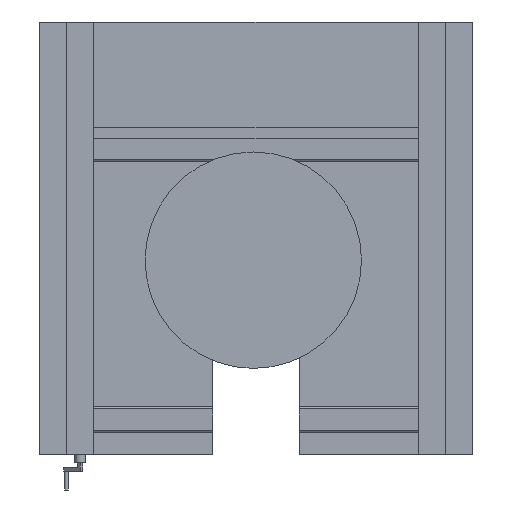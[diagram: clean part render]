
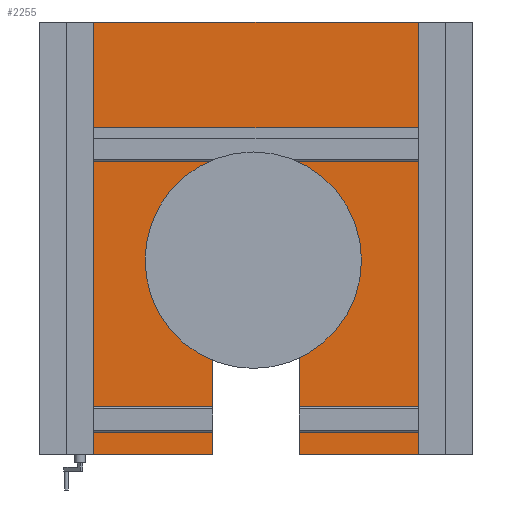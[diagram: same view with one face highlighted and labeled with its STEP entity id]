
A CAD part, front view. The second image highlights one B-rep face of the part: STEP entity #2255.
In plain terms, the highlighted planar face has unit normal (0, -1, 0).
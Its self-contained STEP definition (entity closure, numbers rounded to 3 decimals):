
#75=LINE('',#3272,#372);
#76=LINE('',#3274,#373);
#77=LINE('',#3276,#374);
#78=LINE('',#3278,#375);
#79=LINE('',#3280,#376);
#80=LINE('',#3282,#377);
#81=LINE('',#3284,#378);
#82=LINE('',#3285,#379);
#372=VECTOR('',#2666,10.);
#373=VECTOR('',#2667,10.);
#374=VECTOR('',#2668,10.);
#375=VECTOR('',#2669,10.);
#376=VECTOR('',#2670,10.);
#377=VECTOR('',#2671,10.);
#378=VECTOR('',#2672,10.);
#379=VECTOR('',#2673,10.);
#667=PLANE('',#2411);
#818=FACE_OUTER_BOUND('',#960,.T.);
#960=EDGE_LOOP('',(#1723,#1724,#1725,#1726,#1727,#1728,#1729,#1730));
#1131=VERTEX_POINT('',#3270);
#1132=VERTEX_POINT('',#3271);
#1133=VERTEX_POINT('',#3273);
#1134=VERTEX_POINT('',#3275);
#1135=VERTEX_POINT('',#3277);
#1136=VERTEX_POINT('',#3279);
#1137=VERTEX_POINT('',#3281);
#1138=VERTEX_POINT('',#3283);
#1358=EDGE_CURVE('',#1131,#1132,#75,.T.);
#1359=EDGE_CURVE('',#1132,#1133,#76,.T.);
#1360=EDGE_CURVE('',#1133,#1134,#77,.T.);
#1361=EDGE_CURVE('',#1134,#1135,#78,.T.);
#1362=EDGE_CURVE('',#1135,#1136,#79,.T.);
#1363=EDGE_CURVE('',#1136,#1137,#80,.T.);
#1364=EDGE_CURVE('',#1137,#1138,#81,.T.);
#1365=EDGE_CURVE('',#1138,#1131,#82,.T.);
#1723=ORIENTED_EDGE('',*,*,#1358,.T.);
#1724=ORIENTED_EDGE('',*,*,#1359,.T.);
#1725=ORIENTED_EDGE('',*,*,#1360,.T.);
#1726=ORIENTED_EDGE('',*,*,#1361,.T.);
#1727=ORIENTED_EDGE('',*,*,#1362,.T.);
#1728=ORIENTED_EDGE('',*,*,#1363,.T.);
#1729=ORIENTED_EDGE('',*,*,#1364,.T.);
#1730=ORIENTED_EDGE('',*,*,#1365,.T.);
#2255=ADVANCED_FACE('',(#818),#667,.F.);
#2411=AXIS2_PLACEMENT_3D('',#3269,#2664,#2665);
#2664=DIRECTION('center_axis',(0.,1.,0.));
#2665=DIRECTION('ref_axis',(1.,0.,0.));
#2666=DIRECTION('',(0.,0.,-1.));
#2667=DIRECTION('',(1.,0.,0.));
#2668=DIRECTION('',(0.,0.,1.));
#2669=DIRECTION('',(1.,0.,0.));
#2670=DIRECTION('',(0.,0.,-1.));
#2671=DIRECTION('',(1.,0.,0.));
#2672=DIRECTION('',(0.,0.,1.));
#2673=DIRECTION('',(-1.,0.,0.));
#3269=CARTESIAN_POINT('Origin',(480.,0.,-260.));
#3270=CARTESIAN_POINT('',(380.,0.,140.));
#3271=CARTESIAN_POINT('',(380.,0.,-660.));
#3272=CARTESIAN_POINT('',(380.,0.,-97.5));
#3273=CARTESIAN_POINT('',(600.,0.,-660.));
#3274=CARTESIAN_POINT('',(-120.,0.,-660.));
#3275=CARTESIAN_POINT('',(600.,0.,-230.));
#3276=CARTESIAN_POINT('',(600.,0.,-245.));
#3277=CARTESIAN_POINT('',(760.,0.,-230.));
#3278=CARTESIAN_POINT('',(620.,0.,-230.));
#3279=CARTESIAN_POINT('',(760.,0.,-660.));
#3280=CARTESIAN_POINT('',(760.,0.,-460.));
#3281=CARTESIAN_POINT('',(980.,0.,-660.));
#3282=CARTESIAN_POINT('',(-120.,0.,-660.));
#3283=CARTESIAN_POINT('',(980.,0.,140.));
#3284=CARTESIAN_POINT('',(980.,0.,65.));
#3285=CARTESIAN_POINT('',(1080.,0.,140.));
